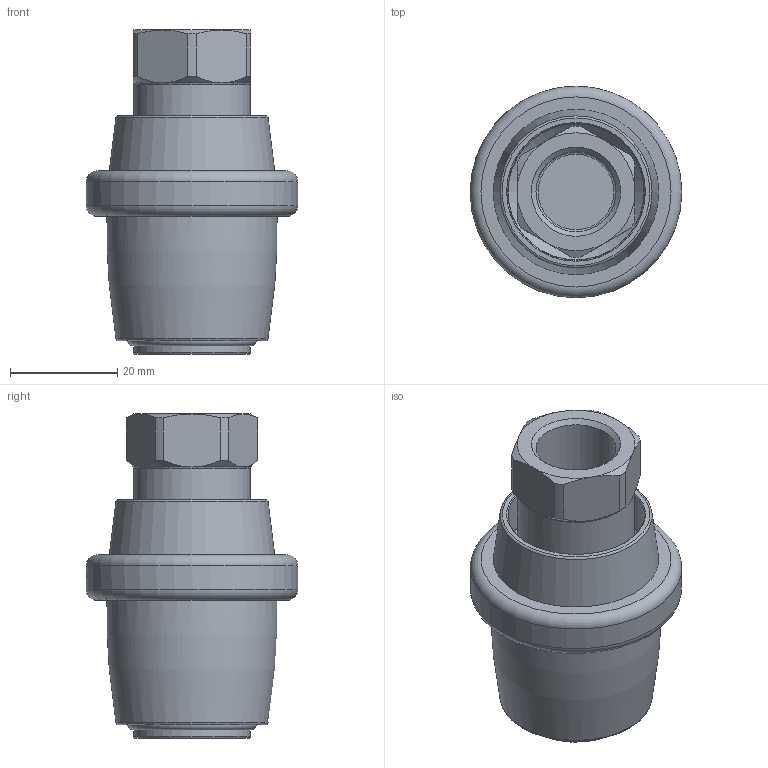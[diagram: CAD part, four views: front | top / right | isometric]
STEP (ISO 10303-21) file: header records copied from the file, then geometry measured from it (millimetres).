
FILE_DESCRIPTION(/* description */ ('STEP AP214'),/* implementation_level */ '2;1');
FILE_NAME(/* name */ '1482679_VBOH-32-G38',/* time_stamp */ '2024-09-16T11:13:31+02:00',/* author */ ('License CC BY-ND 4.0'),/* organization */ ('CADENAS'),/* preprocessor_version */ 'ST-DEVELOPER v19.3',/* originating_system */ 'PARTsolutions',/* authorisation */ ' ');
FILE_SCHEMA (('AUTOMOTIVE_DESIGN {1 0 10303 214 3 1 1}'));
Length unit declared in the file: millimetre
Products named in the file (1): 1482679 VBOH-32-G38 ---(closed)
Bounding box: 39.5 x 39.5 x 60.5 mm (x, y, z)
Volume: 27947.1 mm3; surface area: 14608.9 mm2
Topology: 1 solids, 2 shells, 114 faces, 261 edges, 165 vertices
Faces by surface type: cylinder 39, cone 33, plane 27, torus 15
Full cylindrical faces by diameter (mm): 3.5 x16, 14.95 x2, 21.8 x3, 25 x1, 25.5 x1, 26.5 x1, 39.5 x1
Entity records: 3904 total; most frequent: CARTESIAN_POINT 912, DIRECTION 430, ORIENTED_EDGE 358, EDGE_LOOP 207, FACE_BOUND 207, AXIS2_PLACEMENT_3D 198, EDGE_CURVE 179, VERTEX_POINT 144
